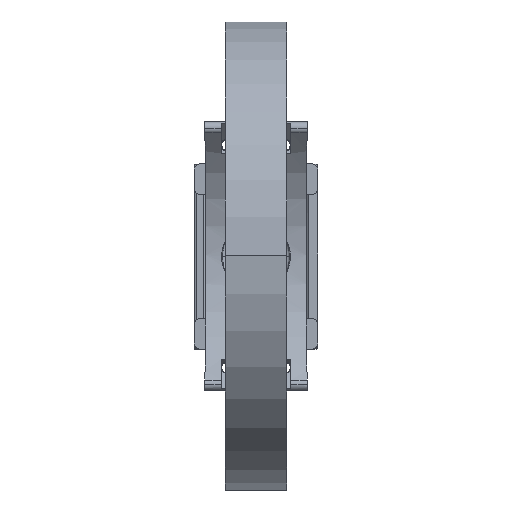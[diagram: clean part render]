
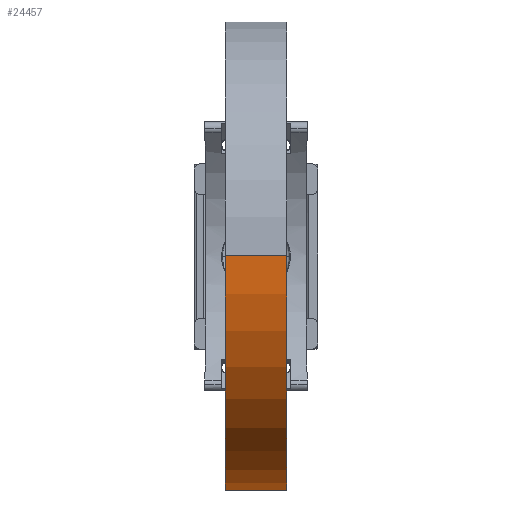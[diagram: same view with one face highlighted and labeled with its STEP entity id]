
A CAD part, top view. The second image highlights one B-rep face of the part: STEP entity #24457.
In plain terms, the highlighted cylindrical face has radius 76 mm (diameter 152 mm), a partial arc.
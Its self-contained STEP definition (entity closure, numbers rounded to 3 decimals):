
#352 = EDGE_CURVE ( 'NONE', #2382, #6052, #21743, .T. ) ;
#530 = CARTESIAN_POINT ( 'NONE',  ( -10., 0., 101.449 ) ) ;
#737 = FACE_OUTER_BOUND ( 'NONE', #23569, .T. ) ;
#2382 = VERTEX_POINT ( 'NONE', #10334 ) ;
#2662 = ORIENTED_EDGE ( 'NONE', *, *, #35623, .T. ) ;
#3728 = CARTESIAN_POINT ( 'NONE',  ( 10., 0., 25.449 ) ) ;
#3885 = LINE ( 'NONE', #4439, #27342 ) ;
#4439 = CARTESIAN_POINT ( 'NONE',  ( 10., 0., 101.449 ) ) ;
#5897 = CARTESIAN_POINT ( 'NONE',  ( -10., 0., 25.449 ) ) ;
#6052 = VERTEX_POINT ( 'NONE', #9482 ) ;
#6155 = DIRECTION ( 'NONE',  ( 0., 0., 1. ) ) ;
#8726 = AXIS2_PLACEMENT_3D ( 'NONE', #5897, #14923, #9466 ) ;
#9466 = DIRECTION ( 'NONE',  ( 0., 0., -1. ) ) ;
#9482 = CARTESIAN_POINT ( 'NONE',  ( -10., -56.568, -25.306 ) ) ;
#10334 = CARTESIAN_POINT ( 'NONE',  ( 10., -56.568, -25.306 ) ) ;
#11609 = CARTESIAN_POINT ( 'NONE',  ( 10., 0., 25.449 ) ) ;
#12347 = CIRCLE ( 'NONE', #8726, 76. ) ;
#14923 = DIRECTION ( 'NONE',  ( 1., 0., 0. ) ) ;
#16105 = CARTESIAN_POINT ( 'NONE',  ( 10., -56.568, -25.306 ) ) ;
#17118 = EDGE_CURVE ( 'NONE', #25652, #2382, #32760, .T. ) ;
#18124 = VECTOR ( 'NONE', #27558, 1000. ) ;
#21743 = LINE ( 'NONE', #16105, #18124 ) ;
#23093 = DIRECTION ( 'NONE',  ( -1., 0., 0. ) ) ;
#23478 = EDGE_CURVE ( 'NONE', #25652, #34533, #3885, .T. ) ;
#23569 = EDGE_LOOP ( 'NONE', ( #34245, #27647, #2662, #23735 ) ) ;
#23735 = ORIENTED_EDGE ( 'NONE', *, *, #352, .F. ) ;
#24004 = DIRECTION ( 'NONE',  ( -1., 0., 0. ) ) ;
#24457 = ADVANCED_FACE ( 'NONE', ( #737 ), #34856, .T. ) ;
#25652 = VERTEX_POINT ( 'NONE', #31260 ) ;
#26324 = AXIS2_PLACEMENT_3D ( 'NONE', #11609, #23093, #6155 ) ;
#27342 = VECTOR ( 'NONE', #24004, 1000. ) ;
#27558 = DIRECTION ( 'NONE',  ( -1., 0., 0. ) ) ;
#27647 = ORIENTED_EDGE ( 'NONE', *, *, #23478, .T. ) ;
#29487 = DIRECTION ( 'NONE',  ( 1., 0., 0. ) ) ;
#31260 = CARTESIAN_POINT ( 'NONE',  ( 10., 0., 101.449 ) ) ;
#31588 = AXIS2_PLACEMENT_3D ( 'NONE', #3728, #29487, #35797 ) ;
#32760 = CIRCLE ( 'NONE', #31588, 76. ) ;
#34245 = ORIENTED_EDGE ( 'NONE', *, *, #17118, .F. ) ;
#34533 = VERTEX_POINT ( 'NONE', #530 ) ;
#34856 = CYLINDRICAL_SURFACE ( 'NONE', #26324, 76. ) ;
#35623 = EDGE_CURVE ( 'NONE', #34533, #6052, #12347, .T. ) ;
#35797 = DIRECTION ( 'NONE',  ( 0., 0., -1. ) ) ;
